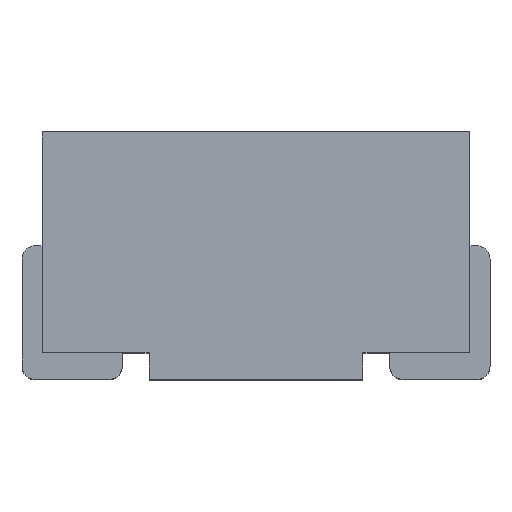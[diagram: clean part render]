
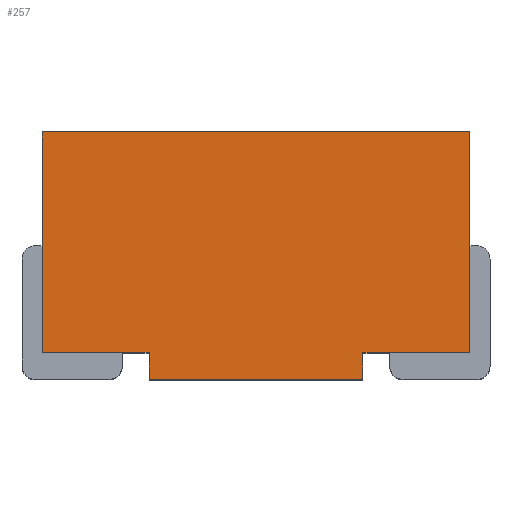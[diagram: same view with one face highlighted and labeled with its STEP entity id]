
A CAD part, top view. The second image highlights one B-rep face of the part: STEP entity #257.
In plain terms, the highlighted planar face has unit normal (0, 0, 1).
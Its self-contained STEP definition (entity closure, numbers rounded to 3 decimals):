
#8 = CARTESIAN_POINT ( 'NONE',  ( -0.8, 0.2, 1.4 ) ) ;
#77 = CARTESIAN_POINT ( 'NONE',  ( 1.6, 1.85, 1.4 ) ) ;
#95 = VECTOR ( 'NONE', #922, 1000. ) ;
#115 = CARTESIAN_POINT ( 'NONE',  ( -0.8, 0.2, 1.4 ) ) ;
#170 = PLANE ( 'NONE',  #2042 ) ;
#189 = CARTESIAN_POINT ( 'NONE',  ( 1.6, 0.2, 1.4 ) ) ;
#191 = CARTESIAN_POINT ( 'NONE',  ( -1.6, 0.2, 1.4 ) ) ;
#257 = ADVANCED_FACE ( 'NONE', ( #297 ), #170, .F. ) ;
#280 = LINE ( 'NONE', #1202, #2158 ) ;
#283 = LINE ( 'NONE', #891, #1683 ) ;
#297 = FACE_OUTER_BOUND ( 'NONE', #1808, .T. ) ;
#305 = VERTEX_POINT ( 'NONE', #430 ) ;
#361 = VECTOR ( 'NONE', #540, 1000. ) ;
#388 = DIRECTION ( 'NONE',  ( -1., 0., 0. ) ) ;
#420 = LINE ( 'NONE', #8, #361 ) ;
#430 = CARTESIAN_POINT ( 'NONE',  ( 0.8, 0., 1.4 ) ) ;
#455 = LINE ( 'NONE', #760, #95 ) ;
#478 = EDGE_CURVE ( 'NONE', #1284, #2184, #978, .T. ) ;
#480 = EDGE_CURVE ( 'NONE', #2023, #1104, #420, .T. ) ;
#501 = EDGE_CURVE ( 'NONE', #1284, #756, #283, .T. ) ;
#540 = DIRECTION ( 'NONE',  ( 0., 1., 0. ) ) ;
#573 = CARTESIAN_POINT ( 'NONE',  ( -0.8, 0., 1.4 ) ) ;
#590 = DIRECTION ( 'NONE',  ( -1., 0., 0. ) ) ;
#667 = VERTEX_POINT ( 'NONE', #1268 ) ;
#712 = ORIENTED_EDGE ( 'NONE', *, *, #1892, .F. ) ;
#713 = VECTOR ( 'NONE', #590, 1000. ) ;
#730 = ORIENTED_EDGE ( 'NONE', *, *, #1518, .T. ) ;
#741 = VECTOR ( 'NONE', #2059, 1000. ) ;
#756 = VERTEX_POINT ( 'NONE', #77 ) ;
#760 = CARTESIAN_POINT ( 'NONE',  ( 0.8, 0.2, 1.4 ) ) ;
#883 = DIRECTION ( 'NONE',  ( 1., 0., 0. ) ) ;
#891 = CARTESIAN_POINT ( 'NONE',  ( -1.6, 1.85, 1.4 ) ) ;
#922 = DIRECTION ( 'NONE',  ( 0., -1., 0. ) ) ;
#971 = ORIENTED_EDGE ( 'NONE', *, *, #480, .F. ) ;
#978 = LINE ( 'NONE', #1582, #1733 ) ;
#1008 = LINE ( 'NONE', #1469, #713 ) ;
#1104 = VERTEX_POINT ( 'NONE', #115 ) ;
#1129 = EDGE_CURVE ( 'NONE', #756, #1335, #2057, .T. ) ;
#1202 = CARTESIAN_POINT ( 'NONE',  ( 1.6, 0.2, 1.4 ) ) ;
#1268 = CARTESIAN_POINT ( 'NONE',  ( 0.8, 0.2, 1.4 ) ) ;
#1284 = VERTEX_POINT ( 'NONE', #1426 ) ;
#1286 = EDGE_CURVE ( 'NONE', #1335, #667, #280, .T. ) ;
#1335 = VERTEX_POINT ( 'NONE', #189 ) ;
#1347 = ORIENTED_EDGE ( 'NONE', *, *, #2024, .F. ) ;
#1363 = DIRECTION ( 'NONE',  ( 0., -1., 0. ) ) ;
#1373 = ORIENTED_EDGE ( 'NONE', *, *, #478, .T. ) ;
#1384 = CARTESIAN_POINT ( 'NONE',  ( -1.6, 1.85, 1.4 ) ) ;
#1392 = DIRECTION ( 'NONE',  ( -1., 0., 0. ) ) ;
#1397 = VECTOR ( 'NONE', #1363, 1000. ) ;
#1401 = DIRECTION ( 'NONE',  ( 0., 0., -1. ) ) ;
#1414 = ORIENTED_EDGE ( 'NONE', *, *, #1129, .F. ) ;
#1426 = CARTESIAN_POINT ( 'NONE',  ( -1.6, 1.85, 1.4 ) ) ;
#1469 = CARTESIAN_POINT ( 'NONE',  ( -1.6, 0.2, 1.4 ) ) ;
#1500 = ORIENTED_EDGE ( 'NONE', *, *, #501, .F. ) ;
#1518 = EDGE_CURVE ( 'NONE', #2023, #305, #1586, .T. ) ;
#1582 = CARTESIAN_POINT ( 'NONE',  ( -1.6, 1.85, 1.4 ) ) ;
#1586 = LINE ( 'NONE', #1887, #741 ) ;
#1683 = VECTOR ( 'NONE', #883, 1000. ) ;
#1705 = ORIENTED_EDGE ( 'NONE', *, *, #1286, .F. ) ;
#1733 = VECTOR ( 'NONE', #2275, 1000. ) ;
#1808 = EDGE_LOOP ( 'NONE', ( #712, #1705, #1414, #1500, #1373, #1347, #971, #730 ) ) ;
#1887 = CARTESIAN_POINT ( 'NONE',  ( -1.6, 0., 1.4 ) ) ;
#1892 = EDGE_CURVE ( 'NONE', #667, #305, #455, .T. ) ;
#2023 = VERTEX_POINT ( 'NONE', #573 ) ;
#2024 = EDGE_CURVE ( 'NONE', #1104, #2184, #1008, .T. ) ;
#2042 = AXIS2_PLACEMENT_3D ( 'NONE', #1384, #1401, #1392 ) ;
#2057 = LINE ( 'NONE', #2250, #1397 ) ;
#2059 = DIRECTION ( 'NONE',  ( 1., 0., 0. ) ) ;
#2158 = VECTOR ( 'NONE', #388, 1000. ) ;
#2184 = VERTEX_POINT ( 'NONE', #191 ) ;
#2250 = CARTESIAN_POINT ( 'NONE',  ( 1.6, 1.85, 1.4 ) ) ;
#2275 = DIRECTION ( 'NONE',  ( 0., -1., 0. ) ) ;
